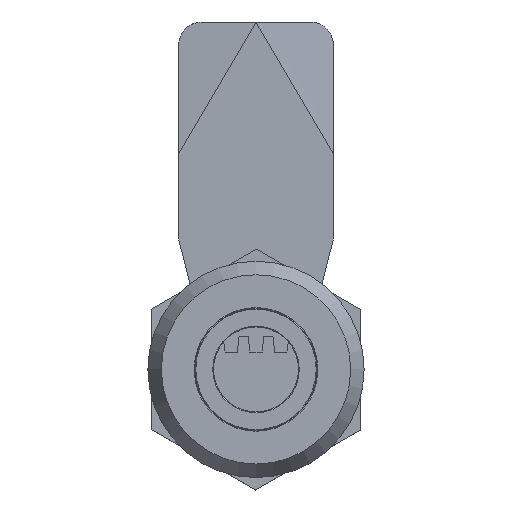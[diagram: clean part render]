
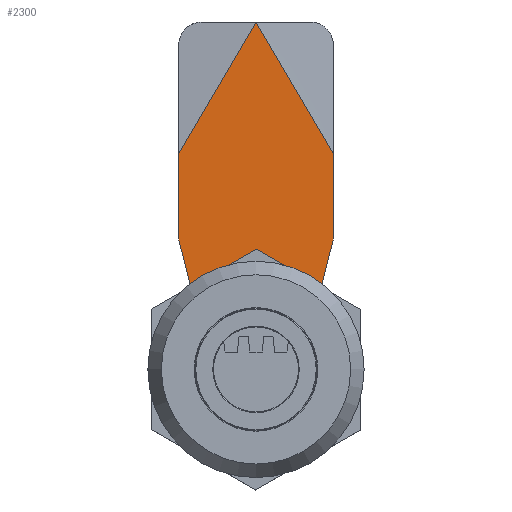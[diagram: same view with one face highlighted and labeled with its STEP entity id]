
A CAD part, top view. The second image highlights one B-rep face of the part: STEP entity #2300.
In plain terms, the highlighted planar face has unit normal (0, 0, 1).
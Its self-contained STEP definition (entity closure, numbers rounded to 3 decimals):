
#116=FACE_BOUND('',#446,.T.);
#164=CIRCLE('',#2468,2.);
#165=CIRCLE('',#2469,2.);
#166=CIRCLE('',#2470,8.5);
#167=CIRCLE('',#2471,2.);
#168=CIRCLE('',#2472,2.);
#293=FACE_OUTER_BOUND('',#445,.T.);
#445=EDGE_LOOP('',(#1705,#1706,#1707,#1708,#1709,#1710,#1711,#1712,#1713,
#1714,#1715,#1716,#1717,#1718));
#446=EDGE_LOOP('',(#1719,#1720,#1721,#1722));
#611=LINE('',#3499,#832);
#619=LINE('',#3614,#840);
#620=LINE('',#3616,#841);
#621=LINE('',#3620,#842);
#622=LINE('',#3624,#843);
#623=LINE('',#3628,#844);
#624=LINE('',#3632,#845);
#625=LINE('',#3635,#846);
#626=LINE('',#3636,#847);
#627=LINE('',#3639,#848);
#628=LINE('',#3641,#849);
#629=LINE('',#3643,#850);
#630=LINE('',#3644,#851);
#832=VECTOR('',#2791,0.01);
#840=VECTOR('',#2803,19.721);
#841=VECTOR('',#2804,10.909);
#842=VECTOR('',#2807,9.493);
#843=VECTOR('',#2810,5.334);
#844=VECTOR('',#2813,5.334);
#845=VECTOR('',#2816,9.493);
#846=VECTOR('',#2819,10.909);
#847=VECTOR('',#2820,19.721);
#848=VECTOR('',#2821,8.);
#849=VECTOR('',#2822,8.);
#850=VECTOR('',#2823,8.);
#851=VECTOR('',#2824,8.);
#1066=VERTEX_POINT('',#3496);
#1067=VERTEX_POINT('',#3498);
#1073=VERTEX_POINT('',#3555);
#1074=VERTEX_POINT('',#3595);
#1075=VERTEX_POINT('',#3615);
#1076=VERTEX_POINT('',#3617);
#1077=VERTEX_POINT('',#3619);
#1078=VERTEX_POINT('',#3621);
#1079=VERTEX_POINT('',#3623);
#1080=VERTEX_POINT('',#3625);
#1081=VERTEX_POINT('',#3627);
#1082=VERTEX_POINT('',#3629);
#1083=VERTEX_POINT('',#3631);
#1084=VERTEX_POINT('',#3633);
#1085=VERTEX_POINT('',#3637);
#1086=VERTEX_POINT('',#3638);
#1087=VERTEX_POINT('',#3640);
#1088=VERTEX_POINT('',#3642);
#1303=EDGE_CURVE('',#1067,#1066,#611,.T.);
#1315=EDGE_CURVE('',#1074,#1066,#619,.T.);
#1316=EDGE_CURVE('',#1074,#1075,#620,.T.);
#1317=EDGE_CURVE('',#1076,#1075,#164,.T.);
#1318=EDGE_CURVE('',#1076,#1077,#621,.T.);
#1319=EDGE_CURVE('',#1078,#1077,#165,.T.);
#1320=EDGE_CURVE('',#1078,#1079,#622,.T.);
#1321=EDGE_CURVE('',#1079,#1080,#166,.T.);
#1322=EDGE_CURVE('',#1080,#1081,#623,.T.);
#1323=EDGE_CURVE('',#1082,#1081,#167,.T.);
#1324=EDGE_CURVE('',#1082,#1083,#624,.T.);
#1325=EDGE_CURVE('',#1084,#1083,#168,.T.);
#1326=EDGE_CURVE('',#1084,#1073,#625,.T.);
#1327=EDGE_CURVE('',#1073,#1067,#626,.T.);
#1328=EDGE_CURVE('',#1085,#1086,#627,.T.);
#1329=EDGE_CURVE('',#1086,#1087,#628,.T.);
#1330=EDGE_CURVE('',#1087,#1088,#629,.T.);
#1331=EDGE_CURVE('',#1088,#1085,#630,.T.);
#1705=ORIENTED_EDGE('',*,*,#1303,.T.);
#1706=ORIENTED_EDGE('',*,*,#1315,.F.);
#1707=ORIENTED_EDGE('',*,*,#1316,.T.);
#1708=ORIENTED_EDGE('',*,*,#1317,.F.);
#1709=ORIENTED_EDGE('',*,*,#1318,.T.);
#1710=ORIENTED_EDGE('',*,*,#1319,.F.);
#1711=ORIENTED_EDGE('',*,*,#1320,.T.);
#1712=ORIENTED_EDGE('',*,*,#1321,.T.);
#1713=ORIENTED_EDGE('',*,*,#1322,.T.);
#1714=ORIENTED_EDGE('',*,*,#1323,.F.);
#1715=ORIENTED_EDGE('',*,*,#1324,.T.);
#1716=ORIENTED_EDGE('',*,*,#1325,.F.);
#1717=ORIENTED_EDGE('',*,*,#1326,.T.);
#1718=ORIENTED_EDGE('',*,*,#1327,.T.);
#1719=ORIENTED_EDGE('',*,*,#1328,.T.);
#1720=ORIENTED_EDGE('',*,*,#1329,.T.);
#1721=ORIENTED_EDGE('',*,*,#1330,.T.);
#1722=ORIENTED_EDGE('',*,*,#1331,.T.);
#2200=PLANE('',#2467);
#2300=ADVANCED_FACE('',(#293,#116),#2200,.T.);
#2467=AXIS2_PLACEMENT_3D('',#3613,#2801,#2802);
#2468=AXIS2_PLACEMENT_3D('',#3618,#2805,#2806);
#2469=AXIS2_PLACEMENT_3D('',#3622,#2808,#2809);
#2470=AXIS2_PLACEMENT_3D('',#3626,#2811,#2812);
#2471=AXIS2_PLACEMENT_3D('',#3630,#2814,#2815);
#2472=AXIS2_PLACEMENT_3D('',#3634,#2817,#2818);
#2791=DIRECTION('',(-1.,0.,0.));
#2801=DIRECTION('center_axis',(0.,0.,1.));
#2802=DIRECTION('ref_axis',(1.,0.,0.));
#2803=DIRECTION('',(0.507,0.862,0.));
#2804=DIRECTION('',(0.,-1.,0.));
#2805=DIRECTION('center_axis',(0.,0.,-1.));
#2806=DIRECTION('ref_axis',(-0.992,-0.124,0.));
#2807=DIRECTION('',(0.246,-0.969,0.));
#2808=DIRECTION('center_axis',(0.,0.,1.));
#2809=DIRECTION('ref_axis',(0.999,0.046,0.));
#2810=DIRECTION('',(-0.156,-0.988,0.));
#2811=DIRECTION('center_axis',(0.,0.,1.));
#2812=DIRECTION('ref_axis',(1.,0.,0.));
#2813=DIRECTION('',(-0.156,0.988,0.));
#2814=DIRECTION('center_axis',(0.,0.,1.));
#2815=DIRECTION('ref_axis',(-0.999,0.046,0.));
#2816=DIRECTION('',(0.246,0.969,0.));
#2817=DIRECTION('center_axis',(0.,0.,-1.));
#2818=DIRECTION('ref_axis',(0.992,-0.124,0.));
#2819=DIRECTION('',(0.,1.,0.));
#2820=DIRECTION('',(-0.507,0.862,0.));
#2821=DIRECTION('',(0.,1.,0.));
#2822=DIRECTION('',(1.,0.,0.));
#2823=DIRECTION('',(0.,-1.,0.));
#2824=DIRECTION('',(-1.,0.,0.));
#3496=CARTESIAN_POINT('',(-0.005,45.,3.));
#3498=CARTESIAN_POINT('',(0.005,45.,3.));
#3499=CARTESIAN_POINT('',(-0.005,45.,3.));
#3555=CARTESIAN_POINT('',(10.,28.,3.));
#3595=CARTESIAN_POINT('',(-10.,28.,3.));
#3613=CARTESIAN_POINT('Origin',(0.,0.,
3.));
#3614=CARTESIAN_POINT('',(-10.,28.,3.));
#3615=CARTESIAN_POINT('',(-10.,17.091,3.));
#3616=CARTESIAN_POINT('',(-10.,28.,3.));
#3617=CARTESIAN_POINT('',(-9.938,16.599,3.));
#3618=CARTESIAN_POINT('Origin',(-8.,17.091,3.));
#3619=CARTESIAN_POINT('',(-7.601,7.398,3.));
#3620=CARTESIAN_POINT('',(-10.,16.841,3.));
#3621=CARTESIAN_POINT('',(-7.564,6.594,3.));
#3622=CARTESIAN_POINT('Origin',(-9.54,6.906,3.));
#3623=CARTESIAN_POINT('',(-8.396,1.326,3.));
#3624=CARTESIAN_POINT('',(-7.5,7.,3.));
#3625=CARTESIAN_POINT('',(8.396,1.326,3.));
#3626=CARTESIAN_POINT('Origin',(0.,0.,3.));
#3627=CARTESIAN_POINT('',(7.564,6.594,3.));
#3628=CARTESIAN_POINT('',(8.396,1.326,3.));
#3629=CARTESIAN_POINT('',(7.601,7.398,3.));
#3630=CARTESIAN_POINT('Origin',(9.54,6.906,3.));
#3631=CARTESIAN_POINT('',(9.938,16.599,3.));
#3632=CARTESIAN_POINT('',(7.5,7.,3.));
#3633=CARTESIAN_POINT('',(10.,17.091,3.));
#3634=CARTESIAN_POINT('Origin',(8.,17.091,3.));
#3635=CARTESIAN_POINT('',(10.,16.841,3.));
#3636=CARTESIAN_POINT('',(10.,28.,3.));
#3637=CARTESIAN_POINT('',(-4.,-3.4,3.));
#3638=CARTESIAN_POINT('',(-4.,4.6,3.));
#3639=CARTESIAN_POINT('',(-4.,-1.7,3.));
#3640=CARTESIAN_POINT('',(4.,4.6,3.));
#3641=CARTESIAN_POINT('',(-2.,4.6,3.));
#3642=CARTESIAN_POINT('',(4.,-3.4,3.));
#3643=CARTESIAN_POINT('',(4.,2.3,3.));
#3644=CARTESIAN_POINT('',(2.,-3.4,3.));
